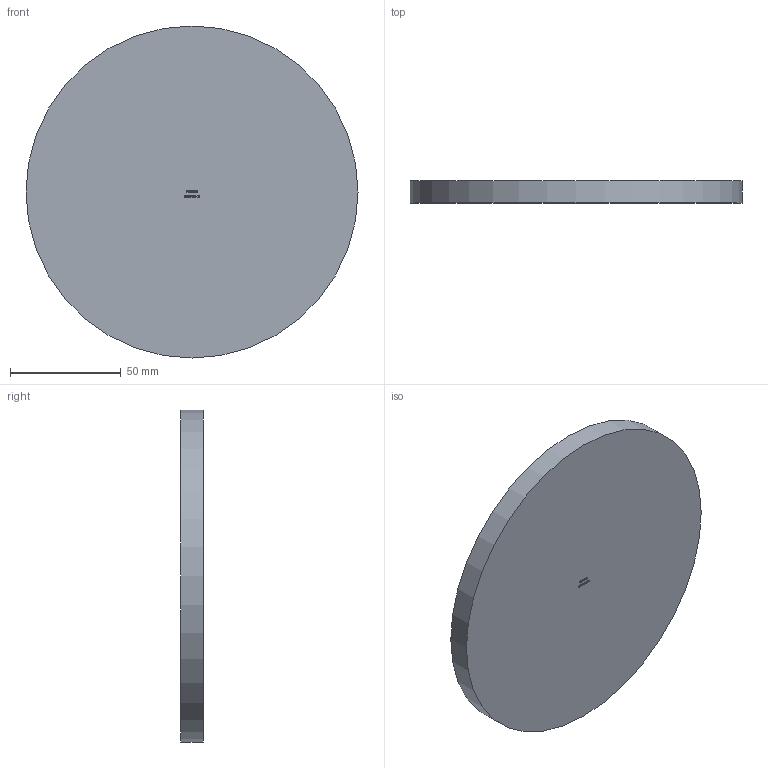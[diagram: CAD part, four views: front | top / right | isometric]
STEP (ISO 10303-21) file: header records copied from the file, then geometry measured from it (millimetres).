
FILE_DESCRIPTION (( 'STEP AP203' ), '1' );
FILE_NAME ('53150-240-10.STEP', '2024-04-30T07:37:27', ( '' ), ( '' ), 'SwSTEP 2.0', 'SolidWorks 2018', '' );
FILE_SCHEMA (( 'CONFIG_CONTROL_DESIGN' ));
Length unit declared in the file: millimetre
Products named in the file (1): 53150-240-10
Bounding box: 150 x 10 x 150 mm (x, y, z)
Volume: 176714.4 mm3; surface area: 40061.7 mm2
Topology: 1 solids, 1 shells, 249 faces, 660 edges, 440 vertices
Faces by surface type: plane 137, bspline 111, cylinder 1
Full cylindrical faces by diameter (mm): 150 x1
Entity records: 14090 total; most frequent: CARTESIAN_POINT 8588, ORIENTED_EDGE 1318, DIRECTION 717, EDGE_CURVE 659, VERTEX_POINT 440, LINE 435, VECTOR 435, EDGE_LOOP 277
